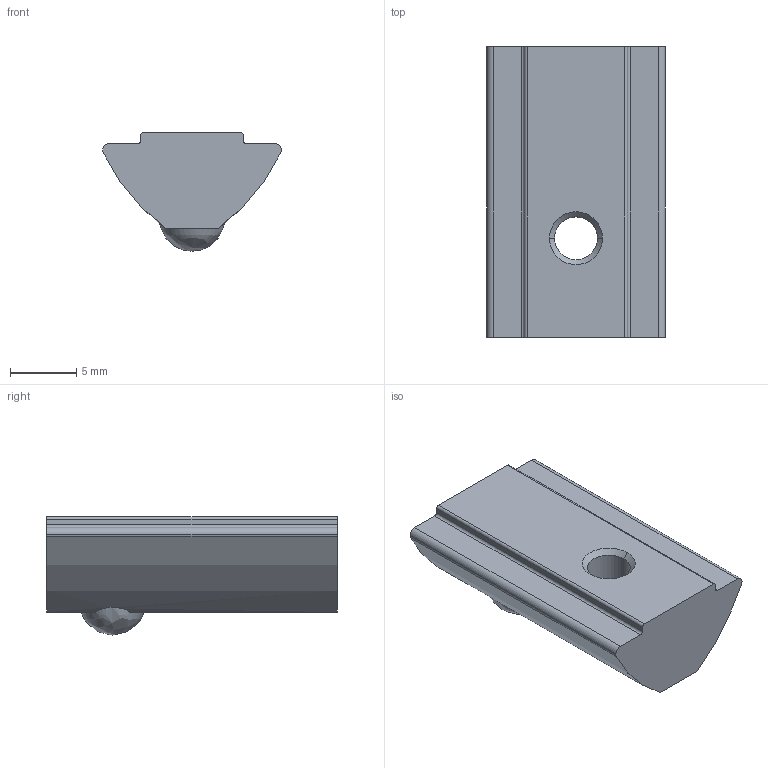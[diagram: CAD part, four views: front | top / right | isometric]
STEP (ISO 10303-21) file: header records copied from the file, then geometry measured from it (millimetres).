
FILE_DESCRIPTION (( 'STEP AP203' ), '1' );
FILE_NAME ('282200124_c_1.STEP', '2022-12-20T04:46:30', ( '' ), ( '' ), 'SwSTEP 2.0', 'SolidWorks 2014', '' );
FILE_SCHEMA (( 'CONFIG_CONTROL_DESIGN' ));
Length unit declared in the file: millimetre
Products named in the file (1): 282200124_c_1
Bounding box: 13.5 x 22 x 8.95 mm (x, y, z)
Volume: 1494.3 mm3; surface area: 967.5 mm2
Topology: 1 solids, 1 shells, 23 faces, 61 edges, 40 vertices
Faces by surface type: cylinder 11, plane 9, cone 2, bspline 1
Entity records: 869 total; most frequent: CARTESIAN_POINT 202, DIRECTION 127, ORIENTED_EDGE 122, EDGE_CURVE 61, AXIS2_PLACEMENT_3D 47, VERTEX_POINT 40, LINE 33, VECTOR 33
